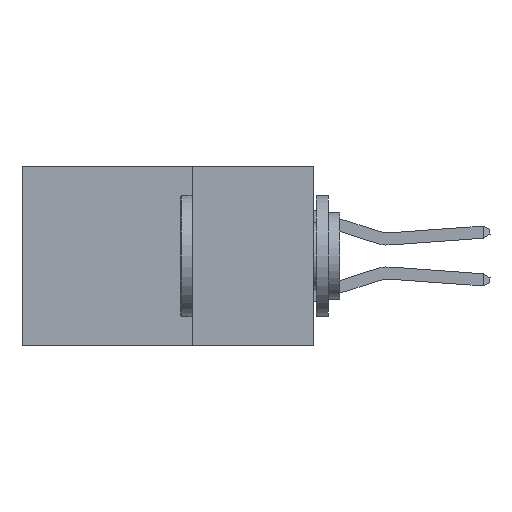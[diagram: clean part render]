
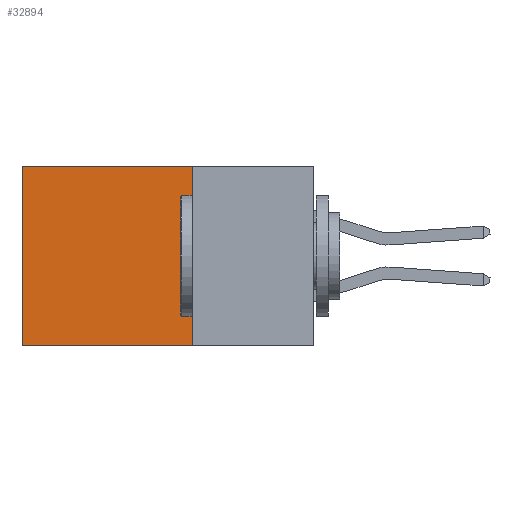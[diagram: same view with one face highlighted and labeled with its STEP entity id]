
A CAD part, left-side view. The second image highlights one B-rep face of the part: STEP entity #32894.
In plain terms, the highlighted planar face has unit normal (-1, 0, 0).
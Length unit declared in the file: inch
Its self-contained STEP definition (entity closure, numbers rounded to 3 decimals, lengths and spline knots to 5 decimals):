
#416 = LINE ( 'NONE', #32491, #7508 ) ;
#484 = DIRECTION ( 'NONE',  ( 1., 0., 0. ) ) ;
#1878 = LINE ( 'NONE', #12101, #28825 ) ;
#2777 = ORIENTED_EDGE ( 'NONE', *, *, #25481, .T. ) ;
#3554 = EDGE_CURVE ( 'NONE', #17283, #33228, #1878, .T. ) ;
#4328 = DIRECTION ( 'NONE',  ( 0., 0., -1. ) ) ;
#4343 = CARTESIAN_POINT ( 'NONE',  ( 0.2875, 0.6, 0. ) ) ;
#5183 = CARTESIAN_POINT ( 'NONE',  ( 0.2875, 0.6, -0.37 ) ) ;
#6321 = CARTESIAN_POINT ( 'NONE',  ( 0.2875, 0.25, -0.37 ) ) ;
#7508 = VECTOR ( 'NONE', #17057, 39.37008 ) ;
#8921 = DIRECTION ( 'NONE',  ( 0., 1., 0. ) ) ;
#11475 = CARTESIAN_POINT ( 'NONE',  ( 0.2875, 0.25, -0.37 ) ) ;
#12101 = CARTESIAN_POINT ( 'NONE',  ( 0.2875, 0.25, 0. ) ) ;
#12566 = AXIS2_PLACEMENT_3D ( 'NONE', #16265, #484, #18834 ) ;
#12916 = CARTESIAN_POINT ( 'NONE',  ( 0.2875, 0.6, 0. ) ) ;
#13835 = LINE ( 'NONE', #4343, #32879 ) ;
#16265 = CARTESIAN_POINT ( 'NONE',  ( 0.2875, 0.25, 0. ) ) ;
#16367 = ORIENTED_EDGE ( 'NONE', *, *, #27490, .T. ) ;
#17057 = DIRECTION ( 'NONE',  ( 0., 1., 0. ) ) ;
#17283 = VERTEX_POINT ( 'NONE', #26728 ) ;
#17367 = DIRECTION ( 'NONE',  ( 0., 0., -1. ) ) ;
#18759 = LINE ( 'NONE', #6321, #31668 ) ;
#18834 = DIRECTION ( 'NONE',  ( 0., 0., -1. ) ) ;
#25481 = EDGE_CURVE ( 'NONE', #17283, #25782, #416, .T. ) ;
#25782 = VERTEX_POINT ( 'NONE', #12916 ) ;
#25800 = VERTEX_POINT ( 'NONE', #5183 ) ;
#26239 = ORIENTED_EDGE ( 'NONE', *, *, #3554, .F. ) ;
#26728 = CARTESIAN_POINT ( 'NONE',  ( 0.2875, 0.25, 0. ) ) ;
#27313 = EDGE_CURVE ( 'NONE', #33228, #25800, #18759, .T. ) ;
#27490 = EDGE_CURVE ( 'NONE', #25782, #25800, #13835, .T. ) ;
#28825 = VECTOR ( 'NONE', #4328, 39.37008 ) ;
#29151 = PLANE ( 'NONE',  #12566 ) ;
#30550 = EDGE_LOOP ( 'NONE', ( #16367, #32849, #26239, #2777 ) ) ;
#31320 = FACE_OUTER_BOUND ( 'NONE', #30550, .T. ) ;
#31668 = VECTOR ( 'NONE', #8921, 39.37008 ) ;
#32491 = CARTESIAN_POINT ( 'NONE',  ( 0.2875, 0.25, 0. ) ) ;
#32849 = ORIENTED_EDGE ( 'NONE', *, *, #27313, .F. ) ;
#32879 = VECTOR ( 'NONE', #17367, 39.37008 ) ;
#32894 = ADVANCED_FACE ( 'NONE', ( #31320 ), #29151, .F. ) ;
#33228 = VERTEX_POINT ( 'NONE', #11475 ) ;
